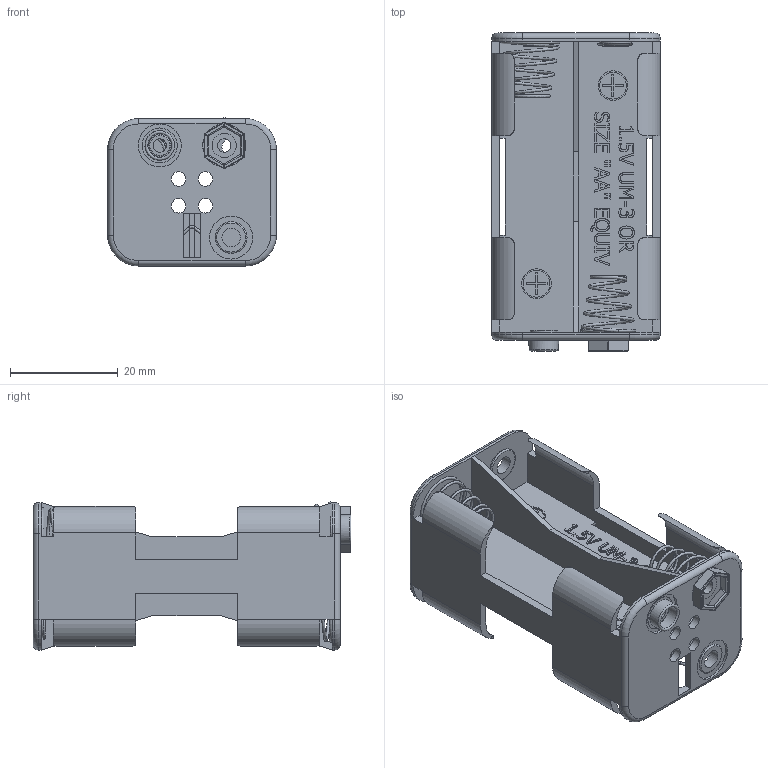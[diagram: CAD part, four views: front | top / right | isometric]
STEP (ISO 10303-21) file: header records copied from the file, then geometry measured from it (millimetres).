
FILE_DESCRIPTION(/* description */ ('BATTERY HOLDER, AA SIZE'),/* implementation_level */ '2;1');
FILE_NAME(/* name */ 'BATTERY_HOLDER.stp',/* time_stamp */ '2017-05-30T11:19:29-05:00',/* author */ ('dale.bennett'),/* organization */ (''),/* preprocessor_version */ 'ST-DEVELOPER v15.6',/* originating_system */ 'Autodesk Inventor 2015',/* authorisation */ '');
FILE_SCHEMA (('AUTOMOTIVE_DESIGN { 1 0 10303 214 3 1 1 }'));
Length unit declared in the file: centimetre
Products named in the file (1): 23T0526-001
Bounding box: 31.37 x 59.15 x 27.55 mm (x, y, z)
Volume: 142 mm3; surface area: 14671.4 mm2
Topology: 5 solids, 6 shells, 657 faces, 1774 edges, 1173 vertices
Faces by surface type: plane 394, cylinder 121, bspline 109, torus 33
Full cylindrical faces by diameter (mm): 0.5 x6, 2.5 x2, 2.7 x8, 3.45 x3, 3.5 x2, 3.95 x3, 4 x5, 4.1 x1, 4.4 x1, 4.5 x1, 5 x3, 5.5 x3, 6 x2, 6.5 x1, 8 x2
Entity records: 26259 total; most frequent: CARTESIAN_POINT 9704, ORIENTED_EDGE 3486, DIRECTION 2843, EDGE_CURVE 1718, LINE 1165, VECTOR 1165, VERTEX_POINT 1163, AXIS2_PLACEMENT_3D 839
